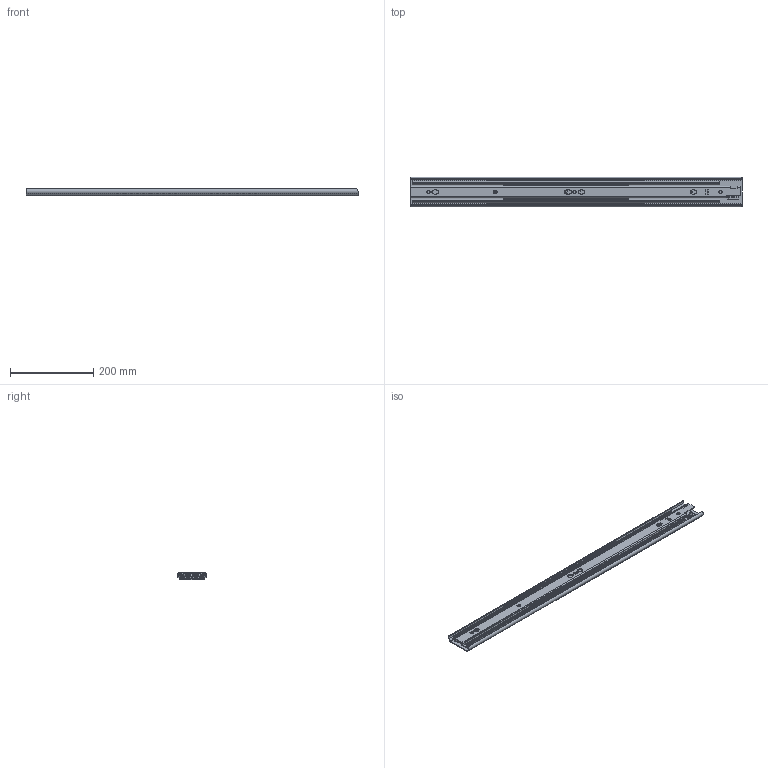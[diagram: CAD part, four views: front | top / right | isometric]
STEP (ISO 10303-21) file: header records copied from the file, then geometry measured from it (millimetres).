
FILE_DESCRIPTION(/* description */ ('TITAN-F- 800/800mm (18.5) Zinc-Magnesium'),/* implementation_level */ '2;1');
FILE_NAME(/* name */ 'M01-AC2_00_closed.stp',/* time_stamp */ '2025-09-08T14:41:07+02:00',/* author */ ('l.hoffmann'),/* organization */ (''),/* preprocessor_version */ 'ST-DEVELOPER v20',/* originating_system */ 'Autodesk Inventor 2022',/* authorisation */ '');
FILE_SCHEMA (('AUTOMOTIVE_DESIGN { 1 0 10303 214 3 1 1 }'));
Products named in the file (14): M01-F86; 511-M01-F86-TM1; 511-M01-F86-TM1_1; E000179205; E000179202; E000179201; 512-M01-F86-TM2; 512-M01-F86-TM2_1; E000179214; E000179192; E000179212; E000179211; 514-M01-F86-TM3; 514-M01-F86-TM3_1
Assembly tree (52 placements, depth 3):
  M01-F86
    511-M01-F86-TM1
      511-M01-F86-TM1_1
    E000179205
      E000179192
      E000179202
      E000179201  x21
    512-M01-F86-TM2
      512-M01-F86-TM2_1
    E000179214
      E000179192
      E000179212
      E000179211  x19
    514-M01-F86-TM3
      514-M01-F86-TM3_1
Bounding box: 800 x 70.9 x 18.4 mm (x, y, z)
Volume: 392985.1 mm3; surface area: 472682.2 mm2
Topology: 85 solids, 85 shells, 1951 faces, 5851 edges, 3893 vertices
Faces by surface type: plane 931, cylinder 880, sphere 80, cone 60
Full cylindrical faces by diameter (mm): 7.9 x38, 8 x2, 9 x42, 13 x3
Entity records: 67066 total; most frequent: CARTESIAN_POINT 13764, ORIENTED_EDGE 11230, DIRECTION 11027, EDGE_CURVE 5615, VERTEX_POINT 3741, AXIS2_PLACEMENT_3D 3728, LINE 3571, VECTOR 3571
